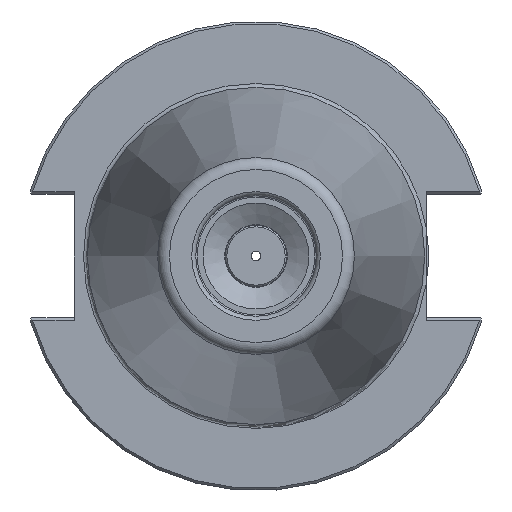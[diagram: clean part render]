
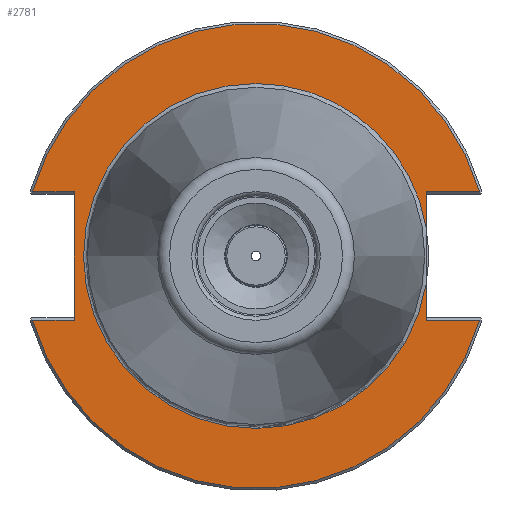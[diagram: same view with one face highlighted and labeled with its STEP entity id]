
A CAD part, left-side view. The second image highlights one B-rep face of the part: STEP entity #2781.
In plain terms, the highlighted planar face has unit normal (-1, 0, 0).
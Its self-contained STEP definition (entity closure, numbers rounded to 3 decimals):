
#215=PLANE('',#3009);
#289=FACE_OUTER_BOUND('',#450,.T.);
#450=EDGE_LOOP('',(#1974,#1975,#1976,#1977,#1978,#1979,#1980,#1981,#1982,
#1983,#1984));
#614=LINE('',#4317,#757);
#618=LINE('',#4325,#761);
#619=LINE('',#4329,#762);
#620=LINE('',#4331,#763);
#621=LINE('',#4333,#764);
#622=LINE('',#4337,#765);
#623=LINE('',#4339,#766);
#757=VECTOR('',#3464,10.);
#761=VECTOR('',#3470,10.);
#762=VECTOR('',#3473,10.);
#763=VECTOR('',#3474,10.);
#764=VECTOR('',#3475,10.);
#765=VECTOR('',#3478,10.);
#766=VECTOR('',#3479,10.);
#940=CIRCLE('',#3010,48.25);
#941=CIRCLE('',#3011,48.25);
#942=CIRCLE('',#3012,35.8);
#943=CIRCLE('',#3013,35.8);
#1157=VERTEX_POINT('',#4312);
#1158=VERTEX_POINT('',#4316);
#1161=VERTEX_POINT('',#4324);
#1162=VERTEX_POINT('',#4326);
#1163=VERTEX_POINT('',#4328);
#1164=VERTEX_POINT('',#4330);
#1165=VERTEX_POINT('',#4332);
#1166=VERTEX_POINT('',#4334);
#1167=VERTEX_POINT('',#4336);
#1168=VERTEX_POINT('',#4338);
#1169=VERTEX_POINT('',#4340);
#1477=EDGE_CURVE('',#1157,#1158,#614,.T.);
#1481=EDGE_CURVE('',#1161,#1158,#618,.T.);
#1482=EDGE_CURVE('',#1162,#1157,#940,.T.);
#1483=EDGE_CURVE('',#1163,#1162,#619,.T.);
#1484=EDGE_CURVE('',#1163,#1164,#620,.T.);
#1485=EDGE_CURVE('',#1165,#1164,#621,.T.);
#1486=EDGE_CURVE('',#1166,#1165,#941,.T.);
#1487=EDGE_CURVE('',#1167,#1166,#622,.T.);
#1488=EDGE_CURVE('',#1167,#1168,#623,.T.);
#1489=EDGE_CURVE('',#1168,#1169,#942,.T.);
#1490=EDGE_CURVE('',#1169,#1161,#943,.T.);
#1974=ORIENTED_EDGE('',*,*,#1481,.T.);
#1975=ORIENTED_EDGE('',*,*,#1477,.F.);
#1976=ORIENTED_EDGE('',*,*,#1482,.F.);
#1977=ORIENTED_EDGE('',*,*,#1483,.F.);
#1978=ORIENTED_EDGE('',*,*,#1484,.T.);
#1979=ORIENTED_EDGE('',*,*,#1485,.F.);
#1980=ORIENTED_EDGE('',*,*,#1486,.F.);
#1981=ORIENTED_EDGE('',*,*,#1487,.F.);
#1982=ORIENTED_EDGE('',*,*,#1488,.T.);
#1983=ORIENTED_EDGE('',*,*,#1489,.T.);
#1984=ORIENTED_EDGE('',*,*,#1490,.T.);
#2781=ADVANCED_FACE('',(#289),#215,.T.);
#3009=AXIS2_PLACEMENT_3D('',#4323,#3468,#3469);
#3010=AXIS2_PLACEMENT_3D('',#4327,#3471,#3472);
#3011=AXIS2_PLACEMENT_3D('',#4335,#3476,#3477);
#3012=AXIS2_PLACEMENT_3D('',#4341,#3480,#3481);
#3013=AXIS2_PLACEMENT_3D('',#4342,#3482,#3483);
#3464=DIRECTION('',(0.,1.,0.));
#3468=DIRECTION('center_axis',(-1.,0.,0.));
#3469=DIRECTION('ref_axis',(0.,0.,1.));
#3470=DIRECTION('',(0.,0.,1.));
#3471=DIRECTION('center_axis',(1.,0.,0.));
#3472=DIRECTION('ref_axis',(0.,0.,-1.));
#3473=DIRECTION('',(0.,1.,0.));
#3474=DIRECTION('',(0.,0.,-1.));
#3475=DIRECTION('',(0.,-1.,0.));
#3476=DIRECTION('center_axis',(1.,0.,0.));
#3477=DIRECTION('ref_axis',(0.,0.,-1.));
#3478=DIRECTION('',(0.,-1.,0.));
#3479=DIRECTION('',(0.,0.,1.));
#3480=DIRECTION('center_axis',(1.,0.,0.));
#3481=DIRECTION('ref_axis',(0.,0.,-1.));
#3482=DIRECTION('center_axis',(1.,0.,0.));
#3483=DIRECTION('ref_axis',(0.,0.,-1.));
#4312=CARTESIAN_POINT('',(3.175,-46.373,13.325));
#4316=CARTESIAN_POINT('',(3.175,-35.3,13.325));
#4317=CARTESIAN_POINT('',(3.175,6.475,13.325));
#4323=CARTESIAN_POINT('Origin',(3.175,48.25,0.));
#4324=CARTESIAN_POINT('',(3.175,-35.3,5.962));
#4325=CARTESIAN_POINT('',(3.175,-35.3,-6.413));
#4326=CARTESIAN_POINT('',(3.175,46.373,13.325));
#4327=CARTESIAN_POINT('Origin',(3.175,0.,0.));
#4328=CARTESIAN_POINT('',(3.175,37.7,13.325));
#4329=CARTESIAN_POINT('',(3.175,61.395,13.325));
#4330=CARTESIAN_POINT('',(3.175,37.7,-13.325));
#4331=CARTESIAN_POINT('',(3.175,37.7,6.413));
#4332=CARTESIAN_POINT('',(3.175,46.373,-13.325));
#4333=CARTESIAN_POINT('',(3.175,42.975,-13.325));
#4334=CARTESIAN_POINT('',(3.175,-46.373,-13.325));
#4335=CARTESIAN_POINT('Origin',(3.175,0.,0.));
#4336=CARTESIAN_POINT('',(3.175,-35.3,-13.325));
#4337=CARTESIAN_POINT('',(3.175,-13.707,-13.325));
#4338=CARTESIAN_POINT('',(3.175,-35.3,-5.962));
#4339=CARTESIAN_POINT('',(3.175,-35.3,-6.413));
#4340=CARTESIAN_POINT('',(3.175,0.,35.8));
#4341=CARTESIAN_POINT('Origin',(3.175,0.,0.));
#4342=CARTESIAN_POINT('Origin',(3.175,0.,0.));
